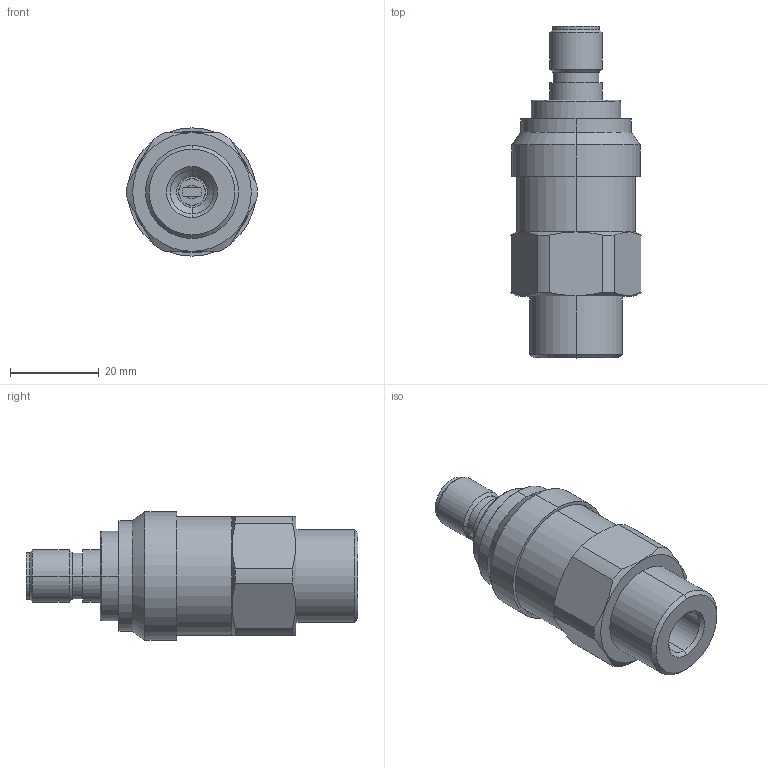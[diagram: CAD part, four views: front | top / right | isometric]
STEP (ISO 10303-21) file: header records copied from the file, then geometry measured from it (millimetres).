
FILE_DESCRIPTION (( 'STEP AP214' ), '1' );
FILE_NAME ('847X.XX.XX.24.35.STEP', '2017-06-26T12:15:50', ( 'upgadmin' ), ( 'Hewlett-Packard Company' ), 'SwSTEP 2.0', 'SolidWorks 2016', '' );
FILE_SCHEMA (( 'AUTOMOTIVE_DESIGN' ));
Length unit declared in the file: millimetre
Products named in the file (11): B65016; C26012_defeatured; M12x1; K71013; C24031; 847X.XX.XX.24.35; K71013_K71013; C24031_C24031
Assembly tree (5 placements, depth 2):
  M12x1
  K71013
  C24031
  B65016
  C26012_defeatured
Bounding box: 29.48 x 75 x 29 mm (x, y, z)
Volume: 29735.3 mm3; surface area: 11509.1 mm2
Topology: 5 solids, 5 shells, 172 faces, 372 edges, 225 vertices
Faces by surface type: cylinder 71, plane 41, cone 32, torus 28
Entity records: 5560 total; most frequent: CARTESIAN_POINT 936, DIRECTION 932, ORIENTED_EDGE 740, AXIS2_PLACEMENT_3D 401, EDGE_CURVE 370, VERTEX_POINT 225, CIRCLE 220, EDGE_LOOP 197
